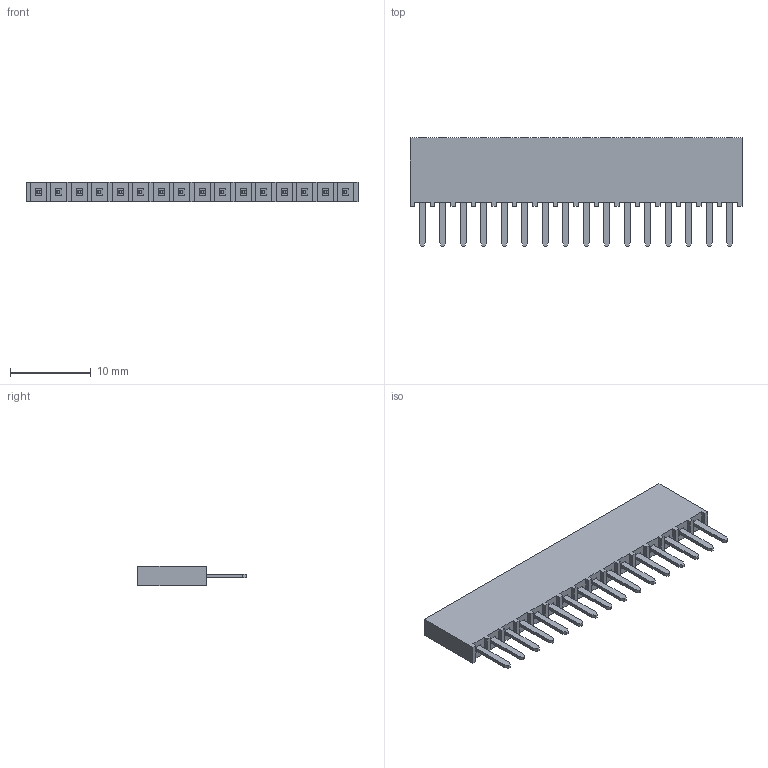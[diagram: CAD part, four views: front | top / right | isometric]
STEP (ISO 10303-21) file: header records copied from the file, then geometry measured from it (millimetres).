
FILE_DESCRIPTION (( 'STEP AP214' ), '1' );
FILE_NAME ('SSW-116-22-G-S.STEP', '2021-10-07T13:54:32', ( '' ), ( '' ), 'SwSTEP 2.0', 'SolidWorks 2020', '' );
FILE_SCHEMA (( 'AUTOMOTIVE_DESIGN' ));
Length unit declared in the file: millimetre
Products named in the file (4): _T1SSW-116-22-G-S.stp; _P2SSW-116-22-G-S.stp; SSW-116-22-G-S; SSW-116-22-G-S.stp
Assembly tree (3 placements, depth 3):
  SSW-116-22-G-S
    SSW-116-22-G-S.stp
      _T1SSW-116-22-G-S.stp
      _P2SSW-116-22-G-S.stp
Bounding box: 41.15 x 13.44 x 2.41 mm (x, y, z)
Volume: 760.8 mm3; surface area: 1651.4 mm2
Topology: 2 solids, 2 shells, 252 faces, 696 edges, 464 vertices
Faces by surface type: plane 252
Entity records: 9358 total; most frequent: CARTESIAN_POINT 1419, ORIENTED_EDGE 1392, DIRECTION 1214, LINE 696, EDGE_CURVE 696, VECTOR 696, VERTEX_POINT 464, EDGE_LOOP 300
